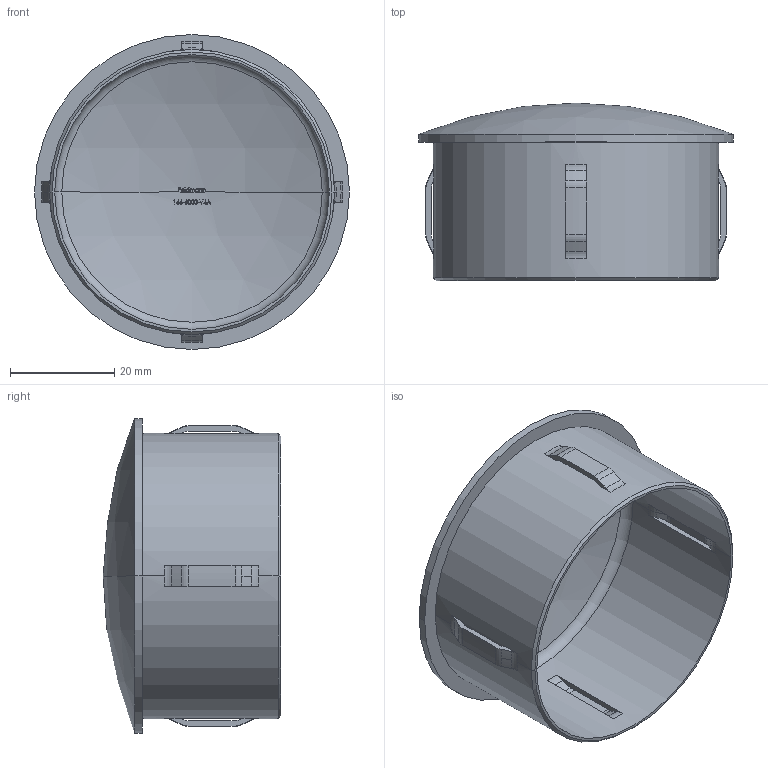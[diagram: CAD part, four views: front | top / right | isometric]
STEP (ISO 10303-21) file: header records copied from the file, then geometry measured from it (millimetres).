
FILE_DESCRIPTION (( 'STEP AP203' ), '1' );
FILE_NAME ('166-6000-V4A.STEP', '2018-12-06T11:34:15', ( '' ), ( '' ), 'SwSTEP 2.0', 'SolidWorks 2015', '' );
FILE_SCHEMA (( 'CONFIG_CONTROL_DESIGN' ));
Length unit declared in the file: millimetre
Products named in the file (1): 166-6000-V4A
Bounding box: 60.3 x 34 x 60.3 mm (x, y, z)
Volume: 9484.8 mm3; surface area: 15616.3 mm2
Topology: 1 solids, 1 shells, 352 faces, 971 edges, 634 vertices
Faces by surface type: plane 126, bspline 102, sphere 44, torus 42, cone 22, cylinder 16
Entity records: 16017 total; most frequent: CARTESIAN_POINT 7546, ORIENTED_EDGE 1942, DIRECTION 1512, EDGE_CURVE 971, VERTEX_POINT 634, AXIS2_PLACEMENT_3D 618, EDGE_LOOP 381, CIRCLE 367
